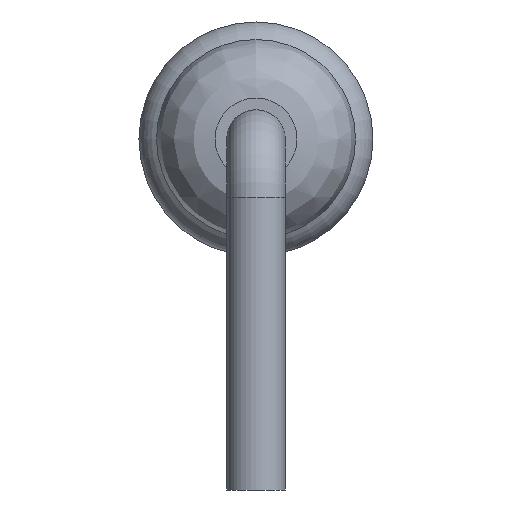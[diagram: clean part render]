
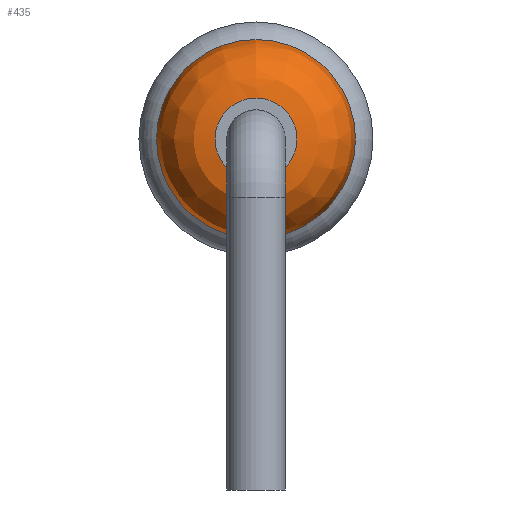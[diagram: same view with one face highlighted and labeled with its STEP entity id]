
A CAD part, left-side view. The second image highlights one B-rep face of the part: STEP entity #435.
In plain terms, the highlighted free-form (B-spline) face has degree [2, 2] with [3, 9] control points.
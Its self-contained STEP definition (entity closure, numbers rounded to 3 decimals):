
#13=(
BOUNDED_SURFACE()
B_SPLINE_SURFACE(2,2,((#789,#790,#791,#792,#793,#794,#795,#796,#797),(#798,
#799,#800,#801,#802,#803,#804,#805,#806),(#807,#808,#809,#810,#811,#812,
#813,#814,#815)),.UNSPECIFIED.,.F.,.T.,.F.)
B_SPLINE_SURFACE_WITH_KNOTS((3,3),(3,2,2,2,3),(-1.571,0.),
(-3.142,-1.571,0.,1.571,3.142),
 .UNSPECIFIED.)
GEOMETRIC_REPRESENTATION_ITEM()
RATIONAL_B_SPLINE_SURFACE(((1.,0.707,1.,0.707,1.,
0.707,1.,0.707,1.),(0.707,0.5,
0.707,0.5,0.707,0.5,
0.707,0.5,0.707),(1.,0.707,
1.,0.707,1.,0.707,1.,0.707,1.)))
REPRESENTATION_ITEM('')
SURFACE()
);
#75=FACE_OUTER_BOUND('',#116,.T.);
#116=EDGE_LOOP('',(#336,#337,#338,#339));
#181=CIRCLE('',#512,0.85);
#182=CIRCLE('',#513,0.5);
#183=CIRCLE('',#514,0.35);
#223=VERTEX_POINT('',#816);
#224=VERTEX_POINT('',#818);
#265=EDGE_CURVE('',#223,#223,#181,.T.);
#266=EDGE_CURVE('',#223,#224,#182,.T.);
#267=EDGE_CURVE('',#224,#224,#183,.T.);
#336=ORIENTED_EDGE('',*,*,#265,.F.);
#337=ORIENTED_EDGE('',*,*,#266,.T.);
#338=ORIENTED_EDGE('',*,*,#267,.T.);
#339=ORIENTED_EDGE('',*,*,#266,.F.);
#435=ADVANCED_FACE('',(#75),#13,.F.);
#512=AXIS2_PLACEMENT_3D('',#817,#623,#624);
#513=AXIS2_PLACEMENT_3D('',#819,#625,#626);
#514=AXIS2_PLACEMENT_3D('',#820,#627,#628);
#623=DIRECTION('center_axis',(1.,0.,0.));
#624=DIRECTION('ref_axis',(0.,1.,0.));
#625=DIRECTION('center_axis',(0.,-1.,0.));
#626=DIRECTION('ref_axis',(0.,0.,1.));
#627=DIRECTION('center_axis',(1.,0.,0.));
#628=DIRECTION('ref_axis',(0.,1.,0.));
#789=CARTESIAN_POINT('Ctrl Pts',(4.,0.,3.35));
#790=CARTESIAN_POINT('Ctrl Pts',(4.,-0.35,3.35));
#791=CARTESIAN_POINT('Ctrl Pts',(4.,-0.35,3.));
#792=CARTESIAN_POINT('Ctrl Pts',(4.,-0.35,2.65));
#793=CARTESIAN_POINT('Ctrl Pts',(4.,0.,2.65));
#794=CARTESIAN_POINT('Ctrl Pts',(4.,0.35,2.65));
#795=CARTESIAN_POINT('Ctrl Pts',(4.,0.35,3.));
#796=CARTESIAN_POINT('Ctrl Pts',(4.,0.35,3.35));
#797=CARTESIAN_POINT('Ctrl Pts',(4.,0.,3.35));
#798=CARTESIAN_POINT('Ctrl Pts',(4.,0.,3.85));
#799=CARTESIAN_POINT('Ctrl Pts',(4.,-0.85,3.85));
#800=CARTESIAN_POINT('Ctrl Pts',(4.,-0.85,3.));
#801=CARTESIAN_POINT('Ctrl Pts',(4.,-0.85,2.15));
#802=CARTESIAN_POINT('Ctrl Pts',(4.,0.,2.15));
#803=CARTESIAN_POINT('Ctrl Pts',(4.,0.85,2.15));
#804=CARTESIAN_POINT('Ctrl Pts',(4.,0.85,3.));
#805=CARTESIAN_POINT('Ctrl Pts',(4.,0.85,3.85));
#806=CARTESIAN_POINT('Ctrl Pts',(4.,0.,3.85));
#807=CARTESIAN_POINT('Ctrl Pts',(4.5,0.,3.85));
#808=CARTESIAN_POINT('Ctrl Pts',(4.5,-0.85,3.85));
#809=CARTESIAN_POINT('Ctrl Pts',(4.5,-0.85,3.));
#810=CARTESIAN_POINT('Ctrl Pts',(4.5,-0.85,2.15));
#811=CARTESIAN_POINT('Ctrl Pts',(4.5,0.,2.15));
#812=CARTESIAN_POINT('Ctrl Pts',(4.5,0.85,2.15));
#813=CARTESIAN_POINT('Ctrl Pts',(4.5,0.85,3.));
#814=CARTESIAN_POINT('Ctrl Pts',(4.5,0.85,3.85));
#815=CARTESIAN_POINT('Ctrl Pts',(4.5,0.,3.85));
#816=CARTESIAN_POINT('',(4.5,0.,3.85));
#817=CARTESIAN_POINT('Origin',(4.5,0.,3.));
#818=CARTESIAN_POINT('',(4.,0.,3.35));
#819=CARTESIAN_POINT('Origin',(4.5,0.,3.35));
#820=CARTESIAN_POINT('Origin',(4.,0.,3.));
